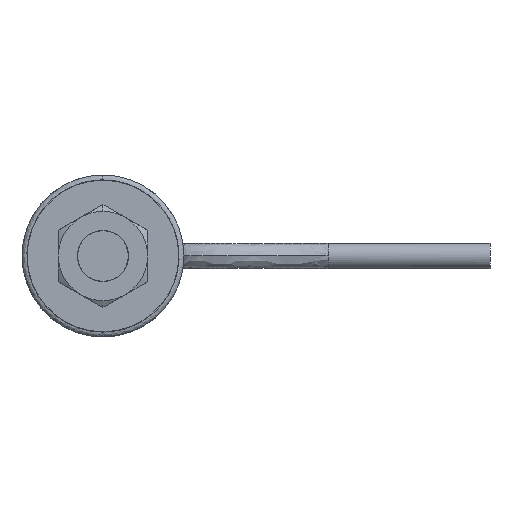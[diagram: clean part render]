
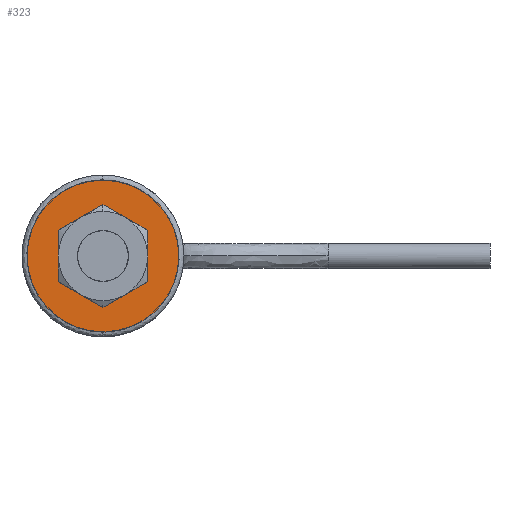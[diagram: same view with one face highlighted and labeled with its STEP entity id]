
A CAD part, left-side view. The second image highlights one B-rep face of the part: STEP entity #323.
In plain terms, the highlighted planar face has unit normal (-1, 0, 0).
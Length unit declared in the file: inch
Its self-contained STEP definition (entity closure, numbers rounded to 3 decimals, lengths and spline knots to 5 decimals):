
#86 = ORIENTED_EDGE ( 'NONE', *, *, #2850, .F. ) ;
#293 = VERTEX_POINT ( 'NONE', #2695 ) ;
#323 = ADVANCED_FACE ( 'NONE', ( #2962, #631 ), #2288, .F. ) ;
#389 = CARTESIAN_POINT ( 'NONE',  ( 0., 0.47, 0.235 ) ) ;
#631 = FACE_BOUND ( 'NONE', #1970, .T. ) ;
#643 = CARTESIAN_POINT ( 'NONE',  ( 0., -0.47, 0.235 ) ) ;
#647 = EDGE_CURVE ( 'NONE', #293, #729, #756, .T. ) ;
#729 = VERTEX_POINT ( 'NONE', #2540 ) ;
#732 = CARTESIAN_POINT ( 'NONE',  ( 0., 0., -0.235 ) ) ;
#756 =( BOUNDED_CURVE ( )  B_SPLINE_CURVE ( 3, ( #3534, #643, #3867, #2955 ),
 .UNSPECIFIED., .F., .F. ) 
 B_SPLINE_CURVE_WITH_KNOTS ( ( 4, 4 ),
 ( 0., 1. ),
 .UNSPECIFIED. ) 
 CURVE ( )  GEOMETRIC_REPRESENTATION_ITEM ( )  RATIONAL_B_SPLINE_CURVE ( ( 1., 0.333, 0.333, 1. ) ) 
 REPRESENTATION_ITEM ( '' )  );
#1028 = DIRECTION ( 'NONE',  ( 1., 0., 0. ) ) ;
#1118 = DIRECTION ( 'NONE',  ( 0., 0., 1. ) ) ;
#1150 = ORIENTED_EDGE ( 'NONE', *, *, #647, .F. ) ;
#1248 = VERTEX_POINT ( 'NONE', #2383 ) ;
#1280 = DIRECTION ( 'NONE',  ( -1., 0., 0. ) ) ;
#1309 = VERTEX_POINT ( 'NONE', #3035 ) ;
#1323 = CIRCLE ( 'NONE', #4122, 0.11175 ) ;
#1427 = CARTESIAN_POINT ( 'NONE',  ( 0., 0., 0. ) ) ;
#1789 = CIRCLE ( 'NONE', #4188, 0.11175 ) ;
#1952 = DIRECTION ( 'NONE',  ( 0., 0., 1. ) ) ;
#1955 = DIRECTION ( 'NONE',  ( 0., 0., -1. ) ) ;
#1970 = EDGE_LOOP ( 'NONE', ( #4212, #2347 ) ) ;
#2014 = CARTESIAN_POINT ( 'NONE',  ( 0., 0., 0.235 ) ) ;
#2288 = PLANE ( 'NONE',  #3107 ) ;
#2347 = ORIENTED_EDGE ( 'NONE', *, *, #4117, .F. ) ;
#2354 = CARTESIAN_POINT ( 'NONE',  ( 0., 0.11175, 0. ) ) ;
#2383 = CARTESIAN_POINT ( 'NONE',  ( 0., 0., 0.11175 ) ) ;
#2470 = CARTESIAN_POINT ( 'NONE',  ( 0., 0., 0. ) ) ;
#2540 = CARTESIAN_POINT ( 'NONE',  ( 0., 0., -0.235 ) ) ;
#2654 = CARTESIAN_POINT ( 'NONE',  ( 0., 0.47, -0.235 ) ) ;
#2695 = CARTESIAN_POINT ( 'NONE',  ( 0., 0., 0.235 ) ) ;
#2735 = DIRECTION ( 'NONE',  ( -1., 0., 0. ) ) ;
#2850 = EDGE_CURVE ( 'NONE', #729, #293, #3516, .T. ) ;
#2955 = CARTESIAN_POINT ( 'NONE',  ( 0., 0., -0.235 ) ) ;
#2960 = EDGE_LOOP ( 'NONE', ( #1150, #86 ) ) ;
#2962 = FACE_OUTER_BOUND ( 'NONE', #2960, .T. ) ;
#3035 = CARTESIAN_POINT ( 'NONE',  ( 0., 0., -0.11175 ) ) ;
#3107 = AXIS2_PLACEMENT_3D ( 'NONE', #2354, #1028, #1955 ) ;
#3516 =( BOUNDED_CURVE ( )  B_SPLINE_CURVE ( 3, ( #732, #2654, #389, #2014 ),
 .UNSPECIFIED., .F., .T. ) 
 B_SPLINE_CURVE_WITH_KNOTS ( ( 4, 4 ),
 ( 0., 1. ),
 .UNSPECIFIED. ) 
 CURVE ( )  GEOMETRIC_REPRESENTATION_ITEM ( )  RATIONAL_B_SPLINE_CURVE ( ( 1., 0.333, 0.333, 1. ) ) 
 REPRESENTATION_ITEM ( '' )  );
#3534 = CARTESIAN_POINT ( 'NONE',  ( 0., 0., 0.235 ) ) ;
#3827 = EDGE_CURVE ( 'NONE', #1248, #1309, #1323, .T. ) ;
#3867 = CARTESIAN_POINT ( 'NONE',  ( 0., -0.47, -0.235 ) ) ;
#4117 = EDGE_CURVE ( 'NONE', #1309, #1248, #1789, .T. ) ;
#4122 = AXIS2_PLACEMENT_3D ( 'NONE', #1427, #2735, #1118 ) ;
#4188 = AXIS2_PLACEMENT_3D ( 'NONE', #2470, #1280, #1952 ) ;
#4212 = ORIENTED_EDGE ( 'NONE', *, *, #3827, .F. ) ;
